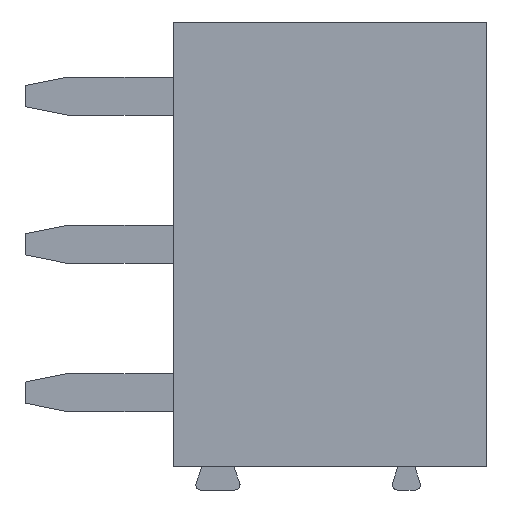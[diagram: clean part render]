
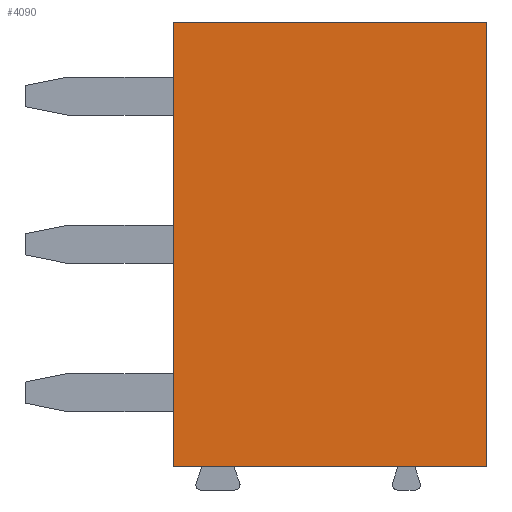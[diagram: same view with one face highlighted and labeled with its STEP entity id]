
A CAD part, front view. The second image highlights one B-rep face of the part: STEP entity #4090.
In plain terms, the highlighted planar face has unit normal (0, -1, 0).
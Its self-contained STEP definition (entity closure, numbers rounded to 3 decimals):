
#45=DIRECTION('',(1.,0.,0.));
#46=VECTOR('',#45,7.4);
#47=CARTESIAN_POINT('',(-3.7,-4.8,-8.75));
#48=LINE('',#47,#46);
#1260=DIRECTION('',(1.,0.,0.));
#1261=VECTOR('',#1260,7.4);
#1262=CARTESIAN_POINT('',(-3.7,-4.8,1.75));
#1263=LINE('',#1262,#1261);
#1338=DIRECTION('',(0.,0.,1.));
#1339=VECTOR('',#1338,10.5);
#1340=CARTESIAN_POINT('',(3.7,-4.8,-8.75));
#1341=LINE('',#1340,#1339);
#1390=DIRECTION('',(0.,0.,1.));
#1391=VECTOR('',#1390,10.5);
#1392=CARTESIAN_POINT('',(-3.7,-4.8,-8.75));
#1393=LINE('',#1392,#1391);
#1694=CARTESIAN_POINT('',(-3.7,-4.8,-8.75));
#1696=VERTEX_POINT('',#1694);
#1697=CARTESIAN_POINT('',(3.7,-4.8,-8.75));
#1698=VERTEX_POINT('',#1697);
#1706=CARTESIAN_POINT('',(-3.7,-4.8,1.75));
#1708=VERTEX_POINT('',#1706);
#1709=CARTESIAN_POINT('',(3.7,-4.8,1.75));
#1710=VERTEX_POINT('',#1709);
#4079=CARTESIAN_POINT('',(-3.7,-4.8,-8.75));
#4080=DIRECTION('',(0.,-1.,0.));
#4081=DIRECTION('',(1.,0.,0.));
#4082=AXIS2_PLACEMENT_3D('',#4079,#4080,#4081);
#4083=PLANE('',#4082);
#4084=ORIENTED_EDGE('',*,*,#2214,.F.);
#4085=ORIENTED_EDGE('',*,*,#3297,.T.);
#4086=ORIENTED_EDGE('',*,*,#3913,.T.);
#4087=ORIENTED_EDGE('',*,*,#4042,.F.);
#4088=EDGE_LOOP('',(#4084,#4085,#4086,#4087));
#4089=FACE_OUTER_BOUND('',#4088,.F.);
#2214=EDGE_CURVE('',#1696,#1698,#48,.T.);
#3297=EDGE_CURVE('',#1696,#1708,#1393,.T.);
#3913=EDGE_CURVE('',#1708,#1710,#1263,.T.);
#4042=EDGE_CURVE('',#1698,#1710,#1341,.T.);
#4090=ADVANCED_FACE('',(#4089),#4083,.T.);
